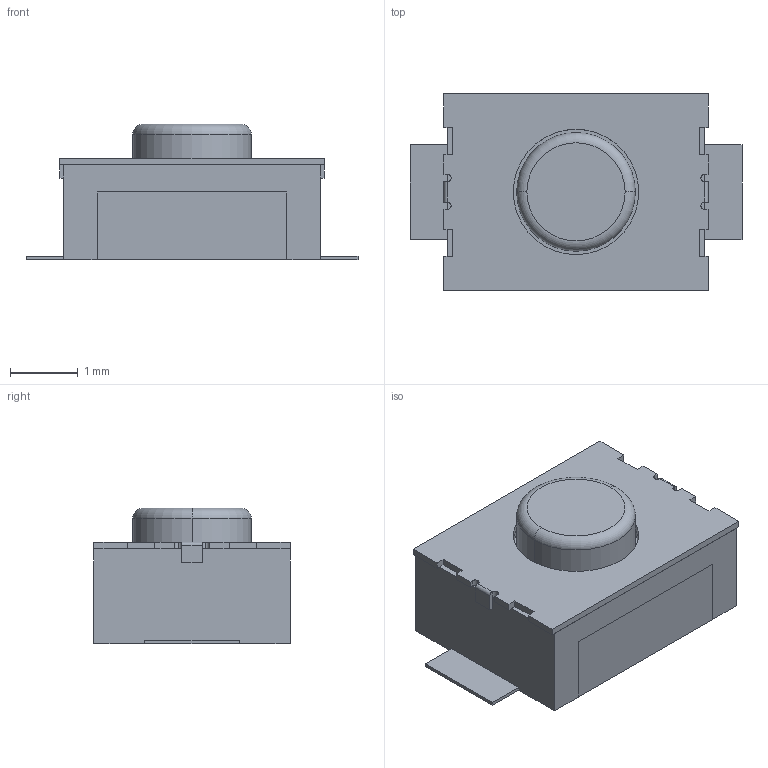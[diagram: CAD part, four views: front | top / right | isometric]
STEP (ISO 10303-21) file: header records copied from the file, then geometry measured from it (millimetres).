
FILE_DESCRIPTION (( 'STEP AP214' ), '1' );
FILE_NAME ('CS1213AGF260.STEP', '2024-08-16T06:02:01', ( '' ), ( '' ), 'SwSTEP 2.0', 'SolidWorks 2022', '' );
FILE_SCHEMA (( 'AUTOMOTIVE_DESIGN' ));
Length unit declared in the file: millimetre
Products named in the file (1): CS1213AGF260
Bounding box: 4.9 x 2.9 x 2 mm (x, y, z)
Surface area: 114.8 mm2 (no closed solid volume)
Topology: 0 solids, 7 shells, 98 faces, 246 edges, 162 vertices
Faces by surface type: plane 80, cylinder 16, torus 2
Entity records: 3159 total; most frequent: CARTESIAN_POINT 579, ORIENTED_EDGE 484, DIRECTION 472, EDGE_CURVE 246, LINE 210, VECTOR 210, VERTEX_POINT 162, AXIS2_PLACEMENT_3D 131
